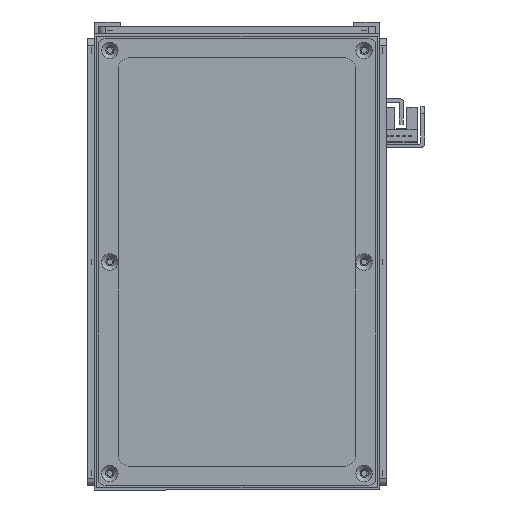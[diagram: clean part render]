
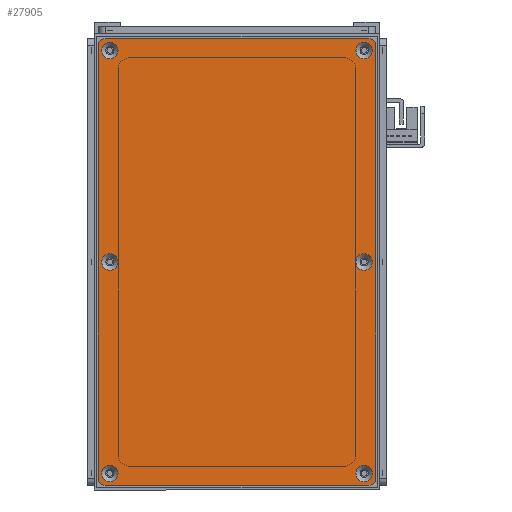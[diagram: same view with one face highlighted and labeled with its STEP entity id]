
A CAD part, front view. The second image highlights one B-rep face of the part: STEP entity #27905.
In plain terms, the highlighted planar face has unit normal (0, -1, 0).
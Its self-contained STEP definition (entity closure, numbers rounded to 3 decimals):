
#2252=FACE_BOUND('',#6631,.T.);
#2253=FACE_BOUND('',#6632,.T.);
#2254=FACE_BOUND('',#6633,.T.);
#2255=FACE_BOUND('',#6634,.T.);
#2256=FACE_BOUND('',#6635,.T.);
#2257=FACE_BOUND('',#6636,.T.);
#3447=CIRCLE('',#30814,3.45);
#3450=CIRCLE('',#30819,3.45);
#3453=CIRCLE('',#30824,3.45);
#3456=CIRCLE('',#30829,3.45);
#3459=CIRCLE('',#30834,3.45);
#3462=CIRCLE('',#30839,3.45);
#3465=CIRCLE('',#30844,3.);
#3467=CIRCLE('',#30847,3.);
#3468=CIRCLE('',#30848,3.);
#3469=CIRCLE('',#30849,3.);
#4858=FACE_OUTER_BOUND('',#6630,.T.);
#6630=EDGE_LOOP('',(#25291,#25292,#25293,#25294,#25295,#25296,#25297,#25298));
#6631=EDGE_LOOP('',(#25299));
#6632=EDGE_LOOP('',(#25300));
#6633=EDGE_LOOP('',(#25301));
#6634=EDGE_LOOP('',(#25302));
#6635=EDGE_LOOP('',(#25303));
#6636=EDGE_LOOP('',(#25304));
#8966=LINE('',#49372,#11309);
#8967=LINE('',#49376,#11310);
#8968=LINE('',#49380,#11311);
#8969=LINE('',#49383,#11312);
#11309=VECTOR('',#38248,10.);
#11310=VECTOR('',#38251,10.);
#11311=VECTOR('',#38254,10.);
#11312=VECTOR('',#38257,10.);
#13916=VERTEX_POINT('',#49302);
#13919=VERTEX_POINT('',#49312);
#13922=VERTEX_POINT('',#49322);
#13925=VERTEX_POINT('',#49332);
#13928=VERTEX_POINT('',#49342);
#13931=VERTEX_POINT('',#49352);
#13934=VERTEX_POINT('',#49362);
#13935=VERTEX_POINT('',#49363);
#13938=VERTEX_POINT('',#49371);
#13939=VERTEX_POINT('',#49373);
#13940=VERTEX_POINT('',#49375);
#13941=VERTEX_POINT('',#49377);
#13942=VERTEX_POINT('',#49379);
#13943=VERTEX_POINT('',#49381);
#17732=EDGE_CURVE('',#13916,#13916,#3447,.T.);
#17737=EDGE_CURVE('',#13919,#13919,#3450,.T.);
#17742=EDGE_CURVE('',#13922,#13922,#3453,.T.);
#17747=EDGE_CURVE('',#13925,#13925,#3456,.T.);
#17752=EDGE_CURVE('',#13928,#13928,#3459,.T.);
#17757=EDGE_CURVE('',#13931,#13931,#3462,.T.);
#17762=EDGE_CURVE('',#13934,#13935,#3465,.T.);
#17766=EDGE_CURVE('',#13934,#13938,#8966,.T.);
#17767=EDGE_CURVE('',#13939,#13938,#3467,.T.);
#17768=EDGE_CURVE('',#13939,#13940,#8967,.T.);
#17769=EDGE_CURVE('',#13941,#13940,#3468,.T.);
#17770=EDGE_CURVE('',#13941,#13942,#8968,.T.);
#17771=EDGE_CURVE('',#13943,#13942,#3469,.T.);
#17772=EDGE_CURVE('',#13943,#13935,#8969,.T.);
#25291=ORIENTED_EDGE('',*,*,#17762,.F.);
#25292=ORIENTED_EDGE('',*,*,#17766,.T.);
#25293=ORIENTED_EDGE('',*,*,#17767,.F.);
#25294=ORIENTED_EDGE('',*,*,#17768,.T.);
#25295=ORIENTED_EDGE('',*,*,#17769,.F.);
#25296=ORIENTED_EDGE('',*,*,#17770,.T.);
#25297=ORIENTED_EDGE('',*,*,#17771,.F.);
#25298=ORIENTED_EDGE('',*,*,#17772,.T.);
#25299=ORIENTED_EDGE('',*,*,#17732,.T.);
#25300=ORIENTED_EDGE('',*,*,#17737,.T.);
#25301=ORIENTED_EDGE('',*,*,#17742,.T.);
#25302=ORIENTED_EDGE('',*,*,#17747,.T.);
#25303=ORIENTED_EDGE('',*,*,#17752,.T.);
#25304=ORIENTED_EDGE('',*,*,#17757,.T.);
#26590=PLANE('',#30846);
#27905=ADVANCED_FACE('',(#4858,#2252,#2253,#2254,#2255,#2256,#2257),#26590,
 .T.);
#30814=AXIS2_PLACEMENT_3D('',#49303,#38168,#38169);
#30819=AXIS2_PLACEMENT_3D('',#49313,#38180,#38181);
#30824=AXIS2_PLACEMENT_3D('',#49323,#38192,#38193);
#30829=AXIS2_PLACEMENT_3D('',#49333,#38204,#38205);
#30834=AXIS2_PLACEMENT_3D('',#49343,#38216,#38217);
#30839=AXIS2_PLACEMENT_3D('',#49353,#38228,#38229);
#30844=AXIS2_PLACEMENT_3D('',#49364,#38240,#38241);
#30846=AXIS2_PLACEMENT_3D('',#49370,#38246,#38247);
#30847=AXIS2_PLACEMENT_3D('',#49374,#38249,#38250);
#30848=AXIS2_PLACEMENT_3D('',#49378,#38252,#38253);
#30849=AXIS2_PLACEMENT_3D('',#49382,#38255,#38256);
#38168=DIRECTION('center_axis',(0.,1.,0.));
#38169=DIRECTION('ref_axis',(1.,0.,0.));
#38180=DIRECTION('center_axis',(0.,1.,0.));
#38181=DIRECTION('ref_axis',(1.,0.,0.));
#38192=DIRECTION('center_axis',(0.,1.,0.));
#38193=DIRECTION('ref_axis',(1.,0.,0.));
#38204=DIRECTION('center_axis',(0.,1.,0.));
#38205=DIRECTION('ref_axis',(1.,0.,0.));
#38216=DIRECTION('center_axis',(0.,1.,0.));
#38217=DIRECTION('ref_axis',(1.,0.,0.));
#38228=DIRECTION('center_axis',(0.,1.,0.));
#38229=DIRECTION('ref_axis',(1.,0.,0.));
#38240=DIRECTION('center_axis',(0.,1.,0.));
#38241=DIRECTION('ref_axis',(-0.707,0.,0.707));
#38246=DIRECTION('center_axis',(0.,-1.,0.));
#38247=DIRECTION('ref_axis',(0.,0.,-1.));
#38248=DIRECTION('',(0.,0.,-1.));
#38249=DIRECTION('center_axis',(0.,1.,0.));
#38250=DIRECTION('ref_axis',(-0.707,0.,-0.707));
#38251=DIRECTION('',(1.,0.,0.));
#38252=DIRECTION('center_axis',(0.,1.,0.));
#38253=DIRECTION('ref_axis',(0.707,0.,-0.707));
#38254=DIRECTION('',(0.,0.,1.));
#38255=DIRECTION('center_axis',(0.,1.,0.));
#38256=DIRECTION('ref_axis',(0.707,0.,0.707));
#38257=DIRECTION('',(-1.,0.,0.));
#49302=CARTESIAN_POINT('',(85.55,-1.5,53.5));
#49303=CARTESIAN_POINT('Origin',(89.,-1.5,53.5));
#49312=CARTESIAN_POINT('',(-3.45,-1.5,-53.5));
#49313=CARTESIAN_POINT('Origin',(0.,-1.5,-53.5));
#49322=CARTESIAN_POINT('',(-92.45,-1.5,53.5));
#49323=CARTESIAN_POINT('Origin',(-89.,-1.5,53.5));
#49332=CARTESIAN_POINT('',(-92.45,-1.5,-53.5));
#49333=CARTESIAN_POINT('Origin',(-89.,-1.5,-53.5));
#49342=CARTESIAN_POINT('',(-3.45,-1.5,53.5));
#49343=CARTESIAN_POINT('Origin',(0.,-1.5,53.5));
#49352=CARTESIAN_POINT('',(85.55,-1.5,-53.5));
#49353=CARTESIAN_POINT('Origin',(89.,-1.5,-53.5));
#49362=CARTESIAN_POINT('',(-94.,-1.5,55.5));
#49363=CARTESIAN_POINT('',(-91.,-1.5,58.5));
#49364=CARTESIAN_POINT('Origin',(-91.,-1.5,55.5));
#49370=CARTESIAN_POINT('Origin',(0.,-1.5,0.));
#49371=CARTESIAN_POINT('',(-94.,-1.5,-55.5));
#49372=CARTESIAN_POINT('',(-94.,-1.5,58.5));
#49373=CARTESIAN_POINT('',(-91.,-1.5,-58.5));
#49374=CARTESIAN_POINT('Origin',(-91.,-1.5,-55.5));
#49375=CARTESIAN_POINT('',(91.,-1.5,-58.5));
#49376=CARTESIAN_POINT('',(-94.,-1.5,-58.5));
#49377=CARTESIAN_POINT('',(94.,-1.5,-55.5));
#49378=CARTESIAN_POINT('Origin',(91.,-1.5,-55.5));
#49379=CARTESIAN_POINT('',(94.,-1.5,55.5));
#49380=CARTESIAN_POINT('',(94.,-1.5,-58.5));
#49381=CARTESIAN_POINT('',(91.,-1.5,58.5));
#49382=CARTESIAN_POINT('Origin',(91.,-1.5,55.5));
#49383=CARTESIAN_POINT('',(94.,-1.5,58.5));
